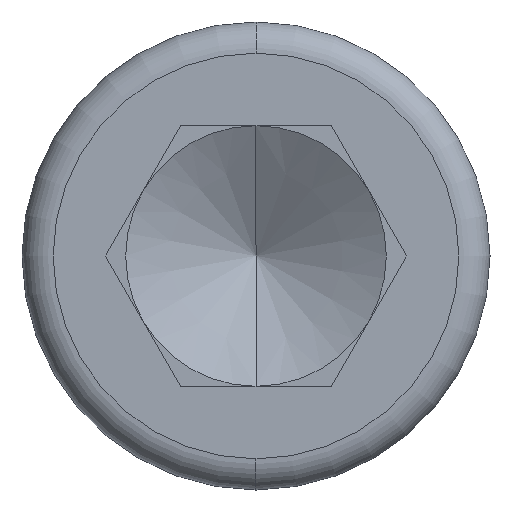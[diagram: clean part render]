
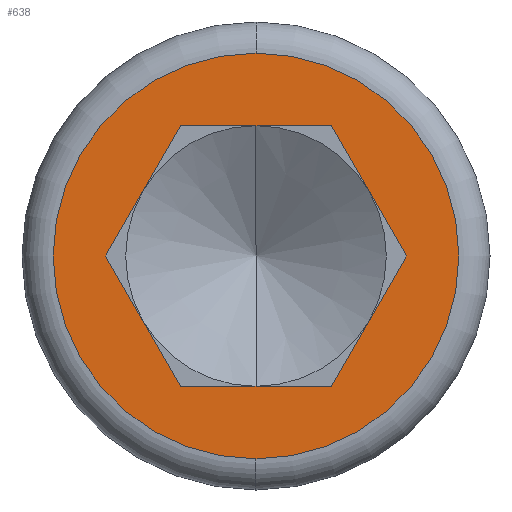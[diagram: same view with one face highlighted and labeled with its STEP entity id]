
A CAD part, left-side view. The second image highlights one B-rep face of the part: STEP entity #638.
In plain terms, the highlighted planar face has unit normal (-1, 0, 0).
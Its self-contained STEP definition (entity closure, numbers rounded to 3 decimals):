
#19 = ORIENTED_EDGE ( 'NONE', *, *, #293, .T. ) ;
#23 = EDGE_LOOP ( 'NONE', ( #100, #63, #718, #408, #323, #139 ) ) ;
#26 = DIRECTION ( 'NONE',  ( -1., 0., 0. ) ) ;
#29 = CARTESIAN_POINT ( 'NONE',  ( 0., 0., -7.8 ) ) ;
#55 = LINE ( 'NONE', #690, #422 ) ;
#63 = ORIENTED_EDGE ( 'NONE', *, *, #547, .F. ) ;
#75 = LINE ( 'NONE', #364, #472 ) ;
#79 = CARTESIAN_POINT ( 'NONE',  ( 0., 0., 0. ) ) ;
#81 = ORIENTED_EDGE ( 'NONE', *, *, #392, .T. ) ;
#85 = VERTEX_POINT ( 'NONE', #29 ) ;
#86 = DIRECTION ( 'NONE',  ( 0., -0.5, -0.866 ) ) ;
#100 = ORIENTED_EDGE ( 'NONE', *, *, #424, .T. ) ;
#103 = EDGE_CURVE ( 'NONE', #542, #421, #321, .T. ) ;
#107 = PLANE ( 'NONE',  #459 ) ;
#108 = VERTEX_POINT ( 'NONE', #430 ) ;
#139 = ORIENTED_EDGE ( 'NONE', *, *, #200, .F. ) ;
#146 = CARTESIAN_POINT ( 'NONE',  ( 0., -2.894, 5.013 ) ) ;
#162 = VECTOR ( 'NONE', #371, 1000. ) ;
#169 = DIRECTION ( 'NONE',  ( 0., -0.5, -0.866 ) ) ;
#176 = VECTOR ( 'NONE', #654, 1000. ) ;
#177 = CARTESIAN_POINT ( 'NONE',  ( 0., -2.894, -5.012 ) ) ;
#193 = LINE ( 'NONE', #423, #176 ) ;
#200 = EDGE_CURVE ( 'NONE', #108, #529, #55, .T. ) ;
#201 = CARTESIAN_POINT ( 'NONE',  ( 0., -2.894, 5.013 ) ) ;
#208 = CARTESIAN_POINT ( 'NONE',  ( 0., 0., 0. ) ) ;
#213 = CARTESIAN_POINT ( 'NONE',  ( 0., 2.894, -5.013 ) ) ;
#216 = FACE_OUTER_BOUND ( 'NONE', #458, .T. ) ;
#217 = VERTEX_POINT ( 'NONE', #177 ) ;
#248 = DIRECTION ( 'NONE',  ( 0., -0.5, 0.866 ) ) ;
#277 = DIRECTION ( 'NONE',  ( -1., 0., 0. ) ) ;
#293 = EDGE_CURVE ( 'NONE', #85, #667, #481, .T. ) ;
#321 = LINE ( 'NONE', #201, #410 ) ;
#323 = ORIENTED_EDGE ( 'NONE', *, *, #444, .F. ) ;
#337 = DIRECTION ( 'NONE',  ( 0., 0., 1. ) ) ;
#364 = CARTESIAN_POINT ( 'NONE',  ( 0., 5.788, 0. ) ) ;
#371 = DIRECTION ( 'NONE',  ( 0., 0.5, -0.866 ) ) ;
#374 = CARTESIAN_POINT ( 'NONE',  ( 0., -5.788, 0. ) ) ;
#383 = LINE ( 'NONE', #497, #653 ) ;
#392 = EDGE_CURVE ( 'NONE', #667, #85, #749, .T. ) ;
#408 = ORIENTED_EDGE ( 'NONE', *, *, #553, .T. ) ;
#410 = VECTOR ( 'NONE', #86, 1000. ) ;
#421 = VERTEX_POINT ( 'NONE', #650 ) ;
#422 = VECTOR ( 'NONE', #169, 1000. ) ;
#423 = CARTESIAN_POINT ( 'NONE',  ( 0., 2.894, -5.013 ) ) ;
#424 = EDGE_CURVE ( 'NONE', #108, #699, #75, .T. ) ;
#426 = AXIS2_PLACEMENT_3D ( 'NONE', #625, #694, #636 ) ;
#430 = CARTESIAN_POINT ( 'NONE',  ( 0., 5.788, 0. ) ) ;
#444 = EDGE_CURVE ( 'NONE', #529, #217, #193, .T. ) ;
#448 = CARTESIAN_POINT ( 'NONE',  ( 0., 0., 7.8 ) ) ;
#450 = CARTESIAN_POINT ( 'NONE',  ( 0., 2.894, 5.012 ) ) ;
#458 = EDGE_LOOP ( 'NONE', ( #81, #19 ) ) ;
#459 = AXIS2_PLACEMENT_3D ( 'NONE', #208, #277, #337 ) ;
#472 = VECTOR ( 'NONE', #248, 1000. ) ;
#481 = CIRCLE ( 'NONE', #426, 7.8 ) ;
#497 = CARTESIAN_POINT ( 'NONE',  ( 0., -2.894, 5.013 ) ) ;
#529 = VERTEX_POINT ( 'NONE', #213 ) ;
#542 = VERTEX_POINT ( 'NONE', #146 ) ;
#547 = EDGE_CURVE ( 'NONE', #542, #699, #383, .T. ) ;
#553 = EDGE_CURVE ( 'NONE', #421, #217, #740, .T. ) ;
#594 = AXIS2_PLACEMENT_3D ( 'NONE', #79, #26, #648 ) ;
#625 = CARTESIAN_POINT ( 'NONE',  ( 0., 0., 0. ) ) ;
#636 = DIRECTION ( 'NONE',  ( 0., 0., 1. ) ) ;
#638 = ADVANCED_FACE ( 'NONE', ( #742, #216 ), #107, .T. ) ;
#648 = DIRECTION ( 'NONE',  ( 0., 0., 1. ) ) ;
#650 = CARTESIAN_POINT ( 'NONE',  ( 0., -5.788, 0. ) ) ;
#653 = VECTOR ( 'NONE', #736, 1000. ) ;
#654 = DIRECTION ( 'NONE',  ( 0., -1., 0. ) ) ;
#667 = VERTEX_POINT ( 'NONE', #448 ) ;
#690 = CARTESIAN_POINT ( 'NONE',  ( 0., 5.788, 0. ) ) ;
#694 = DIRECTION ( 'NONE',  ( -1., 0., 0. ) ) ;
#699 = VERTEX_POINT ( 'NONE', #450 ) ;
#718 = ORIENTED_EDGE ( 'NONE', *, *, #103, .T. ) ;
#736 = DIRECTION ( 'NONE',  ( 0., 1., 0. ) ) ;
#740 = LINE ( 'NONE', #374, #162 ) ;
#742 = FACE_BOUND ( 'NONE', #23, .T. ) ;
#749 = CIRCLE ( 'NONE', #594, 7.8 ) ;
